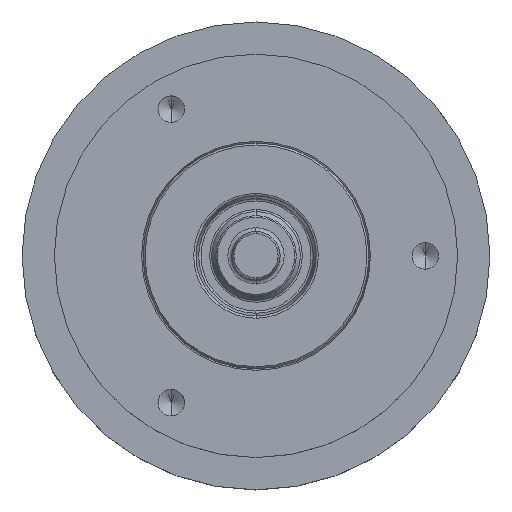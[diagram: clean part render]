
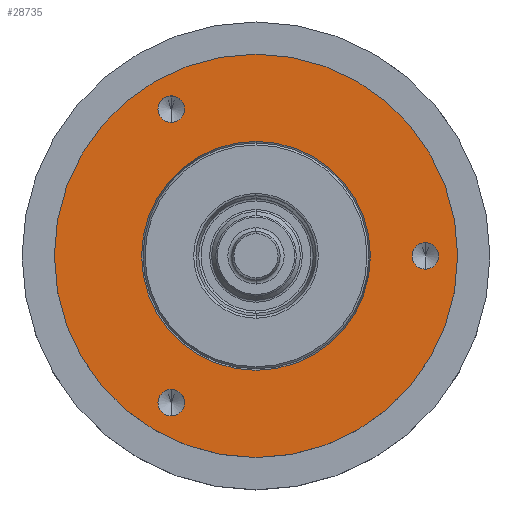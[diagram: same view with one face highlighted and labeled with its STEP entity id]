
A CAD part, top view. The second image highlights one B-rep face of the part: STEP entity #28735.
In plain terms, the highlighted planar face has unit normal (0, 0, 1).
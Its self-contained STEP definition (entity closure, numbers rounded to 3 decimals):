
#4124=CARTESIAN_POINT('',(0.,0.,27.));
#4125=DIRECTION('',(0.,0.,-1.));
#4126=DIRECTION('',(0.,1.,0.));
#4127=AXIS2_PLACEMENT_3D('',#4124,#4125,#4126);
#4129=CARTESIAN_POINT('',(0.,0.,27.));
#4130=DIRECTION('',(0.,0.,-1.));
#4131=DIRECTION('',(0.,-1.,0.));
#4132=AXIS2_PLACEMENT_3D('',#4129,#4130,#4131);
#4134=CARTESIAN_POINT('',(21.,0.,27.));
#4135=DIRECTION('',(0.,0.,1.));
#4136=DIRECTION('',(0.,-1.,0.));
#4137=AXIS2_PLACEMENT_3D('',#4134,#4135,#4136);
#4139=CARTESIAN_POINT('',(21.,0.,27.));
#4140=DIRECTION('',(0.,0.,1.));
#4141=DIRECTION('',(0.,1.,0.));
#4142=AXIS2_PLACEMENT_3D('',#4139,#4140,#4141);
#4144=CARTESIAN_POINT('',(-10.5,-18.187,27.));
#4145=DIRECTION('',(0.,0.,1.));
#4146=DIRECTION('',(0.,-1.,0.));
#4147=AXIS2_PLACEMENT_3D('',#4144,#4145,#4146);
#4149=CARTESIAN_POINT('',(-10.5,-18.187,27.));
#4150=DIRECTION('',(0.,0.,1.));
#4151=DIRECTION('',(0.,1.,0.));
#4152=AXIS2_PLACEMENT_3D('',#4149,#4150,#4151);
#4154=CARTESIAN_POINT('',(-10.5,18.187,27.));
#4155=DIRECTION('',(0.,0.,1.));
#4156=DIRECTION('',(0.,-1.,0.));
#4157=AXIS2_PLACEMENT_3D('',#4154,#4155,#4156);
#4159=CARTESIAN_POINT('',(-10.5,18.187,27.));
#4160=DIRECTION('',(0.,0.,1.));
#4161=DIRECTION('',(0.,1.,0.));
#4162=AXIS2_PLACEMENT_3D('',#4159,#4160,#4161);
#4169=CARTESIAN_POINT('',(0.,0.,27.));
#4170=DIRECTION('',(0.,0.,-1.));
#4171=DIRECTION('',(-1.,0.,0.));
#4172=AXIS2_PLACEMENT_3D('',#4169,#4170,#4171);
#4187=CARTESIAN_POINT('',(0.,0.,27.));
#4188=DIRECTION('',(0.,0.,-1.));
#4189=DIRECTION('',(1.,0.,0.));
#4190=AXIS2_PLACEMENT_3D('',#4187,#4188,#4189);
#22731=CARTESIAN_POINT('',(0.,25.,27.));
#22732=CARTESIAN_POINT('',(0.,-25.,27.));
#22733=VERTEX_POINT('',#22731);
#22734=VERTEX_POINT('',#22732);
#22937=CARTESIAN_POINT('',(14.188,0.,27.));
#22938=CARTESIAN_POINT('',(-14.188,0.,27.));
#22939=VERTEX_POINT('',#22937);
#22940=VERTEX_POINT('',#22938);
#23138=CARTESIAN_POINT('',(21.,-1.65,27.));
#23139=CARTESIAN_POINT('',(21.,1.65,27.));
#23140=VERTEX_POINT('',#23138);
#23141=VERTEX_POINT('',#23139);
#23148=CARTESIAN_POINT('',(-10.5,-19.837,27.));
#23149=CARTESIAN_POINT('',(-10.5,-16.537,27.));
#23150=VERTEX_POINT('',#23148);
#23151=VERTEX_POINT('',#23149);
#23158=CARTESIAN_POINT('',(-10.5,16.537,27.));
#23159=CARTESIAN_POINT('',(-10.5,19.837,27.));
#23160=VERTEX_POINT('',#23158);
#23161=VERTEX_POINT('',#23159);
#28701=CARTESIAN_POINT('',(0.,0.,27.));
#28702=DIRECTION('',(0.,0.,1.));
#28703=DIRECTION('',(1.,0.,0.));
#28704=AXIS2_PLACEMENT_3D('',#28701,#28702,#28703);
#28705=PLANE('',#28704);
#28707=ORIENTED_EDGE('',*,*,#28706,.T.);
#28708=ORIENTED_EDGE('',*,*,#28691,.T.);
#28709=EDGE_LOOP('',(#28707,#28708));
#28710=FACE_OUTER_BOUND('',#28709,.F.);
#28712=ORIENTED_EDGE('',*,*,#28711,.F.);
#28714=ORIENTED_EDGE('',*,*,#28713,.F.);
#28715=EDGE_LOOP('',(#28712,#28714));
#28716=FACE_BOUND('',#28715,.F.);
#28718=ORIENTED_EDGE('',*,*,#28717,.T.);
#28720=ORIENTED_EDGE('',*,*,#28719,.T.);
#28721=EDGE_LOOP('',(#28718,#28720));
#28722=FACE_BOUND('',#28721,.F.);
#28724=ORIENTED_EDGE('',*,*,#28723,.T.);
#28726=ORIENTED_EDGE('',*,*,#28725,.T.);
#28727=EDGE_LOOP('',(#28724,#28726));
#28728=FACE_BOUND('',#28727,.F.);
#28730=ORIENTED_EDGE('',*,*,#28729,.T.);
#28732=ORIENTED_EDGE('',*,*,#28731,.T.);
#28733=EDGE_LOOP('',(#28730,#28732));
#28734=FACE_BOUND('',#28733,.F.);
#4128=CIRCLE('',#4127,25.);
#4133=CIRCLE('',#4132,25.);
#4138=CIRCLE('',#4137,1.65);
#4143=CIRCLE('',#4142,1.65);
#4148=CIRCLE('',#4147,1.65);
#4153=CIRCLE('',#4152,1.65);
#4158=CIRCLE('',#4157,1.65);
#4163=CIRCLE('',#4162,1.65);
#4173=CIRCLE('',#4172,14.188);
#4191=CIRCLE('',#4190,14.188);
#28691=EDGE_CURVE('',#22734,#22733,#4133,.T.);
#28706=EDGE_CURVE('',#22733,#22734,#4128,.T.);
#28711=EDGE_CURVE('',#22940,#22939,#4173,.T.);
#28713=EDGE_CURVE('',#22939,#22940,#4191,.T.);
#28717=EDGE_CURVE('',#23140,#23141,#4138,.T.);
#28719=EDGE_CURVE('',#23141,#23140,#4143,.T.);
#28723=EDGE_CURVE('',#23150,#23151,#4148,.T.);
#28725=EDGE_CURVE('',#23151,#23150,#4153,.T.);
#28729=EDGE_CURVE('',#23160,#23161,#4158,.T.);
#28731=EDGE_CURVE('',#23161,#23160,#4163,.T.);
#28735=ADVANCED_FACE('',(#28710,#28716,#28722,#28728,#28734),#28705,.T.);
